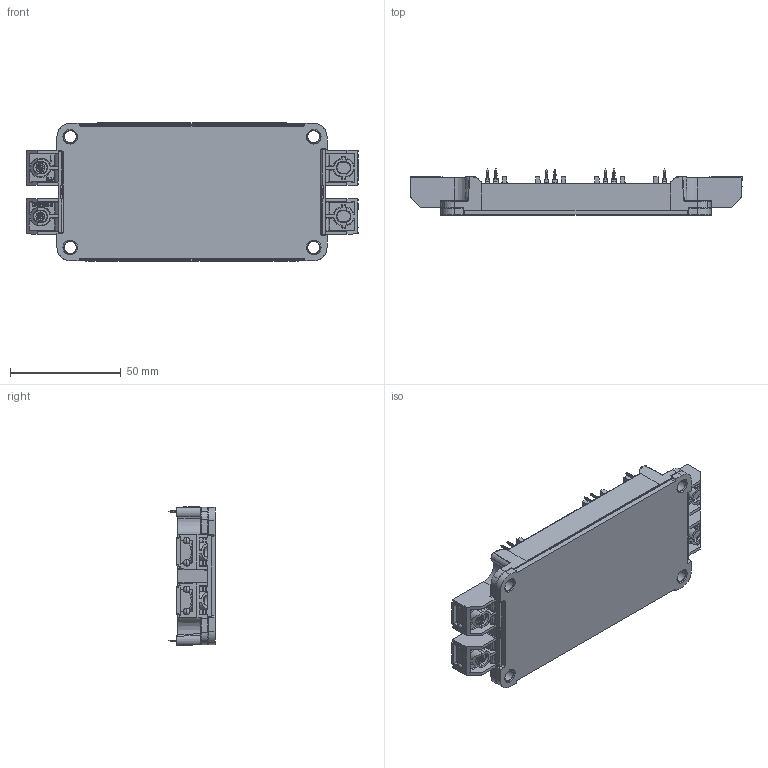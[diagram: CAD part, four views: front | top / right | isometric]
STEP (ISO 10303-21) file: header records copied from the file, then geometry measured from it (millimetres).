
FILE_DESCRIPTION (( 'STEP AP214' ), '1' );
FILE_NAME ('27893030 with PHs saved as part.STEP', '2013-09-26T06:49:00', ( 'sk' ), ( 'Semikron' ), 'SwSTEP 2.0', 'SolidWorks 2010', '' );
FILE_SCHEMA (( 'AUTOMOTIVE_DESIGN' ));
Length unit declared in the file: millimetre
Products named in the file (1): 27893030 with PHs saved as part
Bounding box: 150 x 20.8 x 62.48 mm (x, y, z)
Surface area: 40005.2 mm2 (no closed solid volume)
Topology: 0 solids, 31 shells, 1725 faces, 6360 edges, 4444 vertices
Faces by surface type: plane 572, cylinder 544, torus 235, bspline 206, cone 116, sphere 52
Entity records: 95840 total; most frequent: CARTESIAN_POINT 26608, DIRECTION 10058, ORIENTED_EDGE 10010, EDGE_CURVE 6324, VERTEX_POINT 4444, AXIS2_PLACEMENT_3D 3553, VECTOR 2952, LINE 2952
